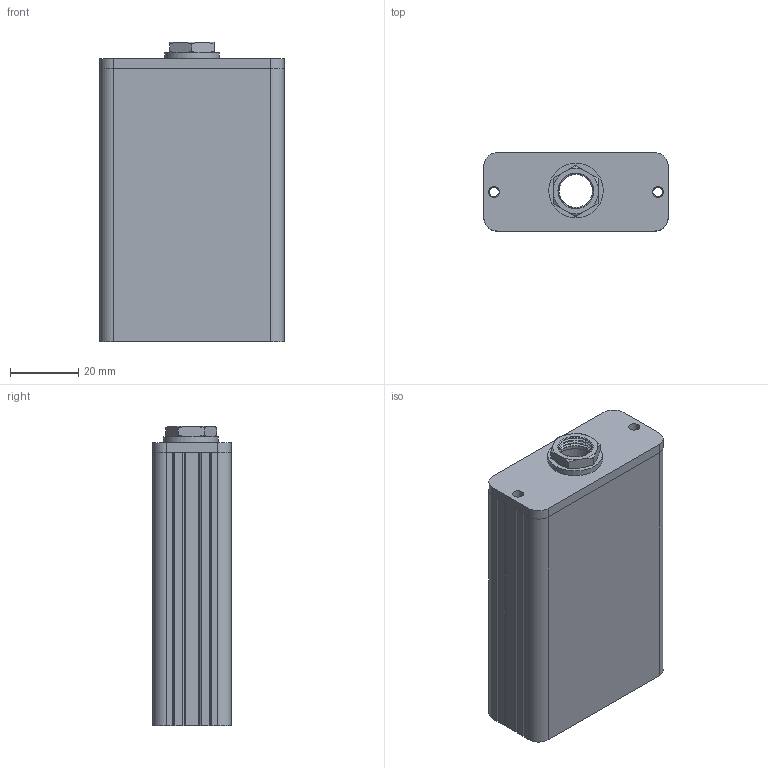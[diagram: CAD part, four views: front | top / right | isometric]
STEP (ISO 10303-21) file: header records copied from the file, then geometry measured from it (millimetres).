
FILE_DESCRIPTION(/* description */ ('Alibre Inc.'),/* implementation_level */ '2;1');
FILE_NAME(/* name */ 'export1',/* time_stamp */ '2011-08-24T22:20:58-04:00',/* author */ (''),/* organization */ (''),/* preprocessor_version */ 'ST-DEVELOPER v12',/* originating_system */ 'Alibre',/* authorisation */ '');
FILE_SCHEMA (('AUTOMOTIVE_DESIGN'));
Length unit declared in the file: millimetre
Products named in the file (5): ID_1
Bounding box: 54 x 23 x 87.82 mm (x, y, z)
Volume: 24668.6 mm3; surface area: 31022.9 mm2
Topology: 4 solids, 4 shells, 171 faces, 445 edges, 282 vertices
Faces by surface type: plane 84, cylinder 49, cone 30, bspline 8
Full cylindrical faces by diameter (mm): 3.2 x2, 11.201 x1, 11.4 x1, 16.002 x1
Entity records: 5309 total; most frequent: CARTESIAN_POINT 1085, ORIENTED_EDGE 880, DIRECTION 792, EDGE_CURVE 440, VECTOR 298, LINE 298, AXIS2_PLACEMENT_3D 289, VERTEX_POINT 282
